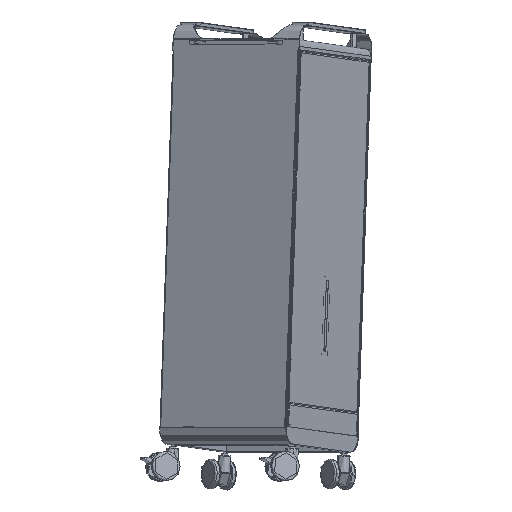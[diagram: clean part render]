
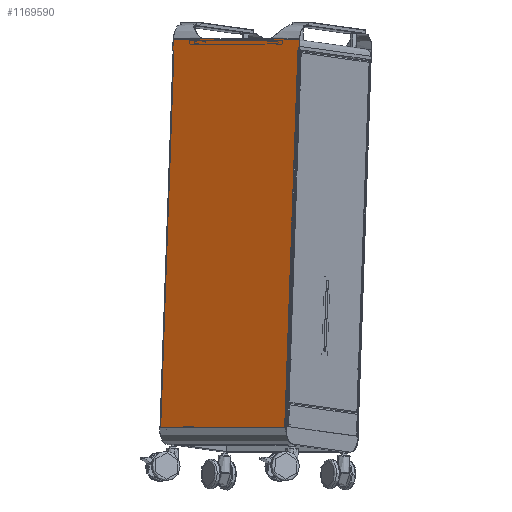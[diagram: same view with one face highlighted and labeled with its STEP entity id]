
A CAD part, front view. The second image highlights one B-rep face of the part: STEP entity #1169590.
In plain terms, the highlighted face is planar.
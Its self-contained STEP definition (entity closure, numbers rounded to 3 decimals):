
#1167030=CARTESIAN_POINT('',(-185.,0.,495.));
#1167040=DIRECTION('',(0.,-1.,0.));
#1167050=VECTOR('',#1167040,1.);
#1167060=LINE('',#1167030,#1167050);
#1167070=CARTESIAN_POINT('',(-185.,0.,495.));
#1167080=VERTEX_POINT('',#1167070);
#1167090=CARTESIAN_POINT('',(-185.,-370.,495.));
#1167100=VERTEX_POINT('',#1167090);
#1167110=EDGE_CURVE('',#1167080,#1167100,#1167060,.T.);
#1168490=CARTESIAN_POINT('',(-185.,0.,0.));
#1168500=DIRECTION('',(-1.,0.,0.));
#1168510=DIRECTION('',(0.,0.,1.));
#1168520=AXIS2_PLACEMENT_3D('',#1168490,#1168500,#1168510);
#1168530=PLANE('',#1168520);
#1168540=CARTESIAN_POINT('',(-185.,-367.,-465.));
#1168550=DIRECTION('',(0.,-1.,0.));
#1168560=VECTOR('',#1168550,1.);
#1168570=LINE('',#1168540,#1168560);
#1168580=CARTESIAN_POINT('',(-185.,-367.,-465.));
#1168590=VERTEX_POINT('',#1168580);
#1168600=CARTESIAN_POINT('',(-185.,-370.,-465.));
#1168610=VERTEX_POINT('',#1168600);
#1168620=EDGE_CURVE('',#1168590,#1168610,#1168570,.T.);
#1168630=ORIENTED_EDGE('',*,*,#1168620,.F.);
#1168640=CARTESIAN_POINT('',(-185.,-370.,-495.));
#1168650=DIRECTION('',(0.,0.,1.));
#1168660=VECTOR('',#1168650,1.);
#1168670=LINE('',#1168640,#1168660);
#1168680=CARTESIAN_POINT('',(-185.,-370.,-495.));
#1168690=VERTEX_POINT('',#1168680);
#1168700=EDGE_CURVE('',#1168690,#1168610,#1168670,.T.);
#1168710=ORIENTED_EDGE('',*,*,#1168700,.T.);
#1168720=CARTESIAN_POINT('',(-185.,-370.,-495.));
#1168730=DIRECTION('',(0.,1.,0.));
#1168740=VECTOR('',#1168730,1.);
#1168750=LINE('',#1168720,#1168740);
#1168760=CARTESIAN_POINT('',(-185.,-280.,-495.));
#1168770=VERTEX_POINT('',#1168760);
#1168780=EDGE_CURVE('',#1168690,#1168770,#1168750,.T.);
#1168790=ORIENTED_EDGE('',*,*,#1168780,.F.);
#1168800=CARTESIAN_POINT('',(-185.,-280.,-495.));
#1168810=DIRECTION('',(0.,1.,0.));
#1168820=VECTOR('',#1168810,1.);
#1168830=LINE('',#1168800,#1168820);
#1168840=CARTESIAN_POINT('',(-185.,-90.,-495.));
#1168850=VERTEX_POINT('',#1168840);
#1168860=EDGE_CURVE('',#1168770,#1168850,#1168830,.T.);
#1168870=ORIENTED_EDGE('',*,*,#1168860,.F.);
#1168880=CARTESIAN_POINT('',(-185.,-90.,-495.));
#1168890=DIRECTION('',(0.,1.,0.));
#1168900=VECTOR('',#1168890,1.);
#1168910=LINE('',#1168880,#1168900);
#1168920=CARTESIAN_POINT('',(-185.,0.,-495.));
#1168930=VERTEX_POINT('',#1168920);
#1168940=EDGE_CURVE('',#1168850,#1168930,#1168910,.T.);
#1168950=ORIENTED_EDGE('',*,*,#1168940,.F.);
#1168960=CARTESIAN_POINT('',(-185.,0.,-495.));
#1168970=DIRECTION('',(0.,0.,1.));
#1168980=VECTOR('',#1168970,1.);
#1168990=LINE('',#1168960,#1168980);
#1169000=CARTESIAN_POINT('',(-185.,0.,-465.));
#1169010=VERTEX_POINT('',#1169000);
#1169020=EDGE_CURVE('',#1168930,#1169010,#1168990,.T.);
#1169030=ORIENTED_EDGE('',*,*,#1169020,.F.);
#1169040=CARTESIAN_POINT('',(-185.,0.,-465.));
#1169050=DIRECTION('',(0.,-1.,0.));
#1169060=VECTOR('',#1169050,1.);
#1169070=LINE('',#1169040,#1169060);
#1169080=CARTESIAN_POINT('',(-185.,-3.,-465.));
#1169090=VERTEX_POINT('',#1169080);
#1169100=EDGE_CURVE('',#1169010,#1169090,#1169070,.T.);
#1169110=ORIENTED_EDGE('',*,*,#1169100,.F.);
#1169120=CARTESIAN_POINT('',(-185.,-3.,-465.));
#1169130=DIRECTION('',(0.,0.,1.));
#1169140=VECTOR('',#1169130,1.);
#1169150=LINE('',#1169120,#1169140);
#1169160=CARTESIAN_POINT('',(-185.,-3.,491.));
#1169170=VERTEX_POINT('',#1169160);
#1169180=EDGE_CURVE('',#1169090,#1169170,#1169150,.T.);
#1169190=ORIENTED_EDGE('',*,*,#1169180,.F.);
#1169200=CARTESIAN_POINT('',(-185.,-3.,491.));
#1169210=DIRECTION('',(0.,1.,0.));
#1169220=VECTOR('',#1169210,1.);
#1169230=LINE('',#1169200,#1169220);
#1169240=CARTESIAN_POINT('',(-185.,0.,491.));
#1169250=VERTEX_POINT('',#1169240);
#1169260=EDGE_CURVE('',#1169170,#1169250,#1169230,.T.);
#1169270=ORIENTED_EDGE('',*,*,#1169260,.F.);
#1169280=CARTESIAN_POINT('',(-185.,0.,491.));
#1169290=DIRECTION('',(0.,0.,1.));
#1169300=VECTOR('',#1169290,1.);
#1169310=LINE('',#1169280,#1169300);
#1169320=EDGE_CURVE('',#1169250,#1167080,#1169310,.T.);
#1169330=ORIENTED_EDGE('',*,*,#1169320,.F.);
#1169340=ORIENTED_EDGE('',*,*,#1167110,.F.);
#1169350=CARTESIAN_POINT('',(-185.,-370.,491.));
#1169360=DIRECTION('',(0.,0.,1.));
#1169370=VECTOR('',#1169360,1.);
#1169380=LINE('',#1169350,#1169370);
#1169390=CARTESIAN_POINT('',(-185.,-370.,491.));
#1169400=VERTEX_POINT('',#1169390);
#1169410=EDGE_CURVE('',#1169400,#1167100,#1169380,.T.);
#1169420=ORIENTED_EDGE('',*,*,#1169410,.T.);
#1169430=CARTESIAN_POINT('',(-185.,-370.,491.));
#1169440=DIRECTION('',(0.,1.,0.));
#1169450=VECTOR('',#1169440,1.);
#1169460=LINE('',#1169430,#1169450);
#1169470=CARTESIAN_POINT('',(-185.,-367.,491.));
#1169480=VERTEX_POINT('',#1169470);
#1169490=EDGE_CURVE('',#1169400,#1169480,#1169460,.T.);
#1169500=ORIENTED_EDGE('',*,*,#1169490,.F.);
#1169510=CARTESIAN_POINT('',(-185.,-367.,491.));
#1169520=DIRECTION('',(0.,0.,-1.));
#1169530=VECTOR('',#1169520,1.);
#1169540=LINE('',#1169510,#1169530);
#1169550=EDGE_CURVE('',#1169480,#1168590,#1169540,.T.);
#1169560=ORIENTED_EDGE('',*,*,#1169550,.F.);
#1169570=EDGE_LOOP('',(#1169560,#1169500,#1169420,#1169340,#1169330,
#1169270,#1169190,#1169110,#1169030,#1168950,#1168870,#1168790,#1168710,
#1168630));
#1169580=FACE_OUTER_BOUND('',#1169570,.T.);
#1169590=ADVANCED_FACE('',(#1169580),#1168530,.T.);
